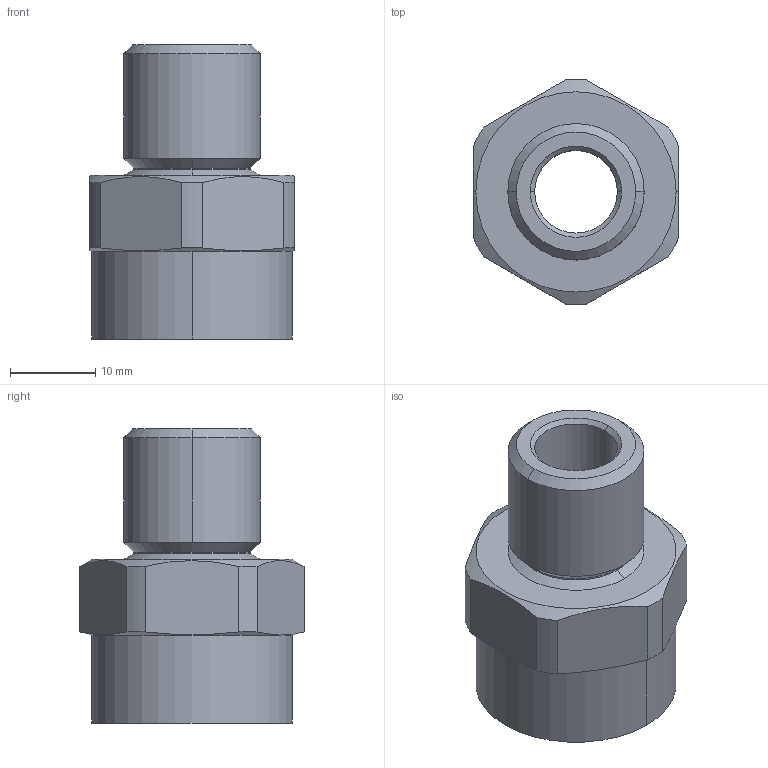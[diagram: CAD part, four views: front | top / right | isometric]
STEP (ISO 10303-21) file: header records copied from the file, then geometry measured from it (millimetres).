
FILE_DESCRIPTION (( 'STEP AP203' ), '1' );
FILE_NAME ('737DM1T14.STEP', '2016-09-15T12:16:47', ( '' ), ( '' ), 'SwSTEP 2.0', 'SolidWorks 2014', '' );
FILE_SCHEMA (( 'CONFIG_CONTROL_DESIGN' ));
Length unit declared in the file: millimetre
Products named in the file (1): 737DM1T14
Bounding box: 24 x 26.39 x 34.5 mm (x, y, z)
Volume: 6296.9 mm3; surface area: 4451.4 mm2
Topology: 1 solids, 1 shells, 40 faces, 98 edges, 62 vertices
Faces by surface type: cone 16, cylinder 14, plane 10
Entity records: 1325 total; most frequent: CARTESIAN_POINT 289, DIRECTION 210, ORIENTED_EDGE 196, EDGE_CURVE 98, AXIS2_PLACEMENT_3D 87, VERTEX_POINT 62, CIRCLE 46, EDGE_LOOP 44
